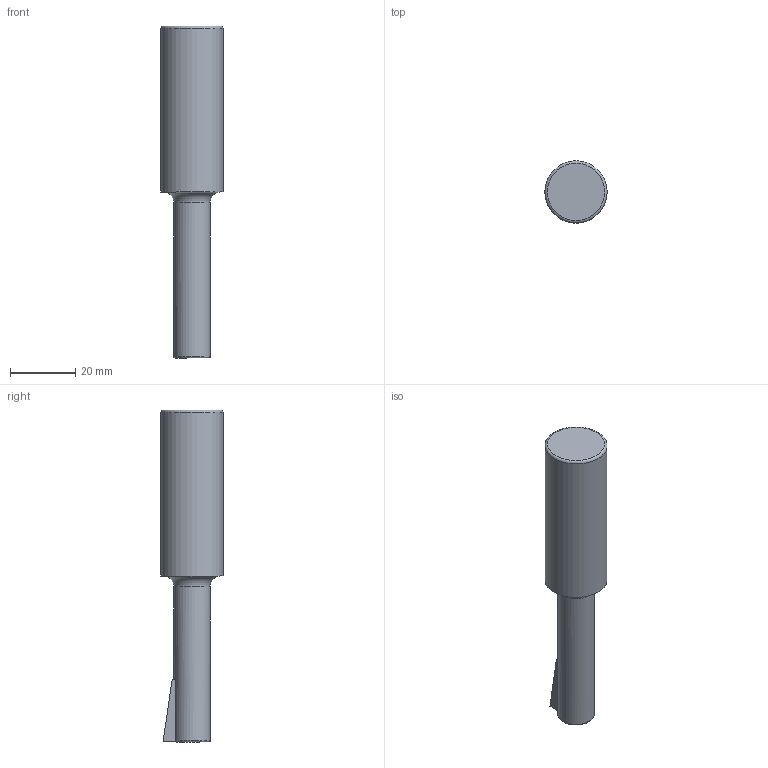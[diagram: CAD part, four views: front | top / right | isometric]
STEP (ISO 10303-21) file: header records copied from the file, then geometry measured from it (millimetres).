
FILE_DESCRIPTION(/* description */ (''),/* implementation_level */ '2;1');
FILE_NAME(/* name */ 'T316SM.stp',/* time_stamp */ '2025-10-31T15:32:32-07:00',/* author */ ('shane'),/* organization */ (''),/* preprocessor_version */ 'ST-DEVELOPER v20',/* originating_system */ 'Autodesk Inventor 2024',/* authorisation */ '');
FILE_SCHEMA (('AUTOMOTIVE_DESIGN { 1 0 10303 214 3 1 1 }'));
Length unit declared in the file: inch
Products named in the file (1): Assembly T316SM_Simplify_1
Bounding box: 19.04 x 19.04 x 101.6 mm (x, y, z)
Volume: 19674.6 mm3; surface area: 5425 mm2
Topology: 1 solids, 1 shells, 13 faces, 30 edges, 20 vertices
Faces by surface type: plane 8, torus 3, cylinder 2
Full cylindrical faces by diameter (mm): 11.125 x1, 19.037 x1
Entity records: 497 total; most frequent: CARTESIAN_POINT 112, DIRECTION 70, ORIENTED_EDGE 60, EDGE_CURVE 30, AXIS2_PLACEMENT_3D 29, VERTEX_POINT 20, EDGE_LOOP 14, CIRCLE 14
